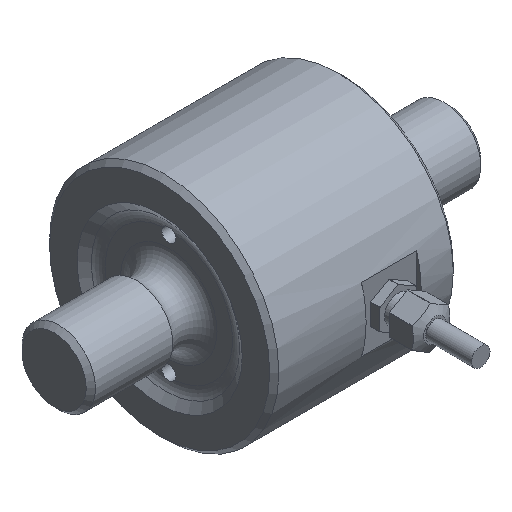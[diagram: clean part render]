
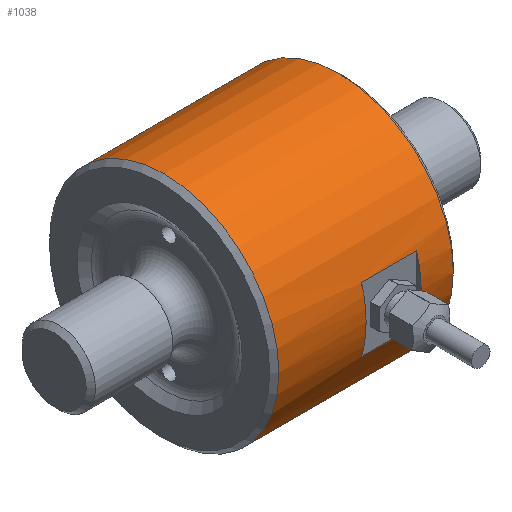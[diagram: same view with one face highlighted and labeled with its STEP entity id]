
A CAD part, isometric view. The second image highlights one B-rep face of the part: STEP entity #1038.
In plain terms, the highlighted cylindrical face has radius 25 mm (diameter 50 mm), a full revolution.
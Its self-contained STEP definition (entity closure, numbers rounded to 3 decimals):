
#86=CYLINDRICAL_SURFACE('',#1199,25.);
#109=FACE_OUTER_BOUND('',#174,.T.);
#174=EDGE_LOOP('',(#723,#724,#725,#726,#727,#728,#729,#730,#731,#732,#733,
#734,#735));
#249=LINE('',#1720,#317);
#250=LINE('',#1724,#318);
#251=LINE('',#1728,#319);
#252=LINE('',#1733,#320);
#317=VECTOR('',#1357,25.);
#318=VECTOR('',#1360,10.);
#319=VECTOR('',#1363,25.);
#320=VECTOR('',#1368,10.);
#385=CIRCLE('',#1197,25.);
#386=CIRCLE('',#1198,25.);
#387=CIRCLE('',#1200,25.);
#388=CIRCLE('',#1201,25.);
#389=CIRCLE('',#1202,25.);
#390=CIRCLE('',#1203,25.);
#391=CIRCLE('',#1204,25.);
#462=VERTEX_POINT('',#1713);
#463=VERTEX_POINT('',#1715);
#464=VERTEX_POINT('',#1719);
#465=VERTEX_POINT('',#1721);
#466=VERTEX_POINT('',#1723);
#467=VERTEX_POINT('',#1725);
#468=VERTEX_POINT('',#1727);
#469=VERTEX_POINT('',#1730);
#470=VERTEX_POINT('',#1732);
#566=EDGE_CURVE('',#462,#463,#385,.T.);
#567=EDGE_CURVE('',#463,#462,#386,.T.);
#568=EDGE_CURVE('',#463,#464,#249,.T.);
#569=EDGE_CURVE('',#464,#465,#387,.T.);
#570=EDGE_CURVE('',#465,#466,#250,.T.);
#571=EDGE_CURVE('',#467,#466,#388,.T.);
#572=EDGE_CURVE('',#467,#468,#251,.T.);
#573=EDGE_CURVE('',#468,#468,#389,.T.);
#574=EDGE_CURVE('',#469,#467,#390,.T.);
#575=EDGE_CURVE('',#469,#470,#252,.T.);
#576=EDGE_CURVE('',#470,#464,#391,.T.);
#723=ORIENTED_EDGE('',*,*,#566,.F.);
#724=ORIENTED_EDGE('',*,*,#567,.F.);
#725=ORIENTED_EDGE('',*,*,#568,.T.);
#726=ORIENTED_EDGE('',*,*,#569,.T.);
#727=ORIENTED_EDGE('',*,*,#570,.T.);
#728=ORIENTED_EDGE('',*,*,#571,.F.);
#729=ORIENTED_EDGE('',*,*,#572,.T.);
#730=ORIENTED_EDGE('',*,*,#573,.F.);
#731=ORIENTED_EDGE('',*,*,#572,.F.);
#732=ORIENTED_EDGE('',*,*,#574,.F.);
#733=ORIENTED_EDGE('',*,*,#575,.T.);
#734=ORIENTED_EDGE('',*,*,#576,.T.);
#735=ORIENTED_EDGE('',*,*,#568,.F.);
#1038=ADVANCED_FACE('',(#109),#86,.T.);
#1197=AXIS2_PLACEMENT_3D('',#1716,#1351,#1352);
#1198=AXIS2_PLACEMENT_3D('',#1717,#1353,#1354);
#1199=AXIS2_PLACEMENT_3D('',#1718,#1355,#1356);
#1200=AXIS2_PLACEMENT_3D('',#1722,#1358,#1359);
#1201=AXIS2_PLACEMENT_3D('',#1726,#1361,#1362);
#1202=AXIS2_PLACEMENT_3D('',#1729,#1364,#1365);
#1203=AXIS2_PLACEMENT_3D('',#1731,#1366,#1367);
#1204=AXIS2_PLACEMENT_3D('',#1734,#1369,#1370);
#1351=DIRECTION('center_axis',(-1.,0.,0.));
#1352=DIRECTION('ref_axis',(0.,-1.,0.));
#1353=DIRECTION('center_axis',(-1.,0.,0.));
#1354=DIRECTION('ref_axis',(0.,-1.,0.));
#1355=DIRECTION('center_axis',(-1.,0.,0.));
#1356=DIRECTION('ref_axis',(0.,1.,0.));
#1357=DIRECTION('',(1.,0.,0.));
#1358=DIRECTION('center_axis',(-1.,0.,0.));
#1359=DIRECTION('ref_axis',(0.,1.,0.));
#1360=DIRECTION('',(1.,0.,0.));
#1361=DIRECTION('center_axis',(-1.,0.,0.));
#1362=DIRECTION('ref_axis',(0.,0.,-1.));
#1363=DIRECTION('',(1.,0.,0.));
#1364=DIRECTION('center_axis',(1.,0.,0.));
#1365=DIRECTION('ref_axis',(0.,1.,0.));
#1366=DIRECTION('center_axis',(-1.,0.,0.));
#1367=DIRECTION('ref_axis',(0.,0.,-1.));
#1368=DIRECTION('',(-1.,0.,0.));
#1369=DIRECTION('center_axis',(-1.,0.,0.));
#1370=DIRECTION('ref_axis',(0.,1.,0.));
#1713=CARTESIAN_POINT('',(-19.,25.,0.));
#1715=CARTESIAN_POINT('',(-19.,-25.,0.));
#1716=CARTESIAN_POINT('Origin',(-19.,0.,0.));
#1717=CARTESIAN_POINT('Origin',(-19.,0.,0.));
#1718=CARTESIAN_POINT('Origin',(10.,0.,0.));
#1719=CARTESIAN_POINT('',(0.,-25.,0.));
#1720=CARTESIAN_POINT('',(10.,-25.,0.));
#1721=CARTESIAN_POINT('',(0.,-24.,7.));
#1722=CARTESIAN_POINT('Origin',(0.,0.,
0.));
#1723=CARTESIAN_POINT('',(12.,-24.,7.));
#1724=CARTESIAN_POINT('',(10.,-24.,7.));
#1725=CARTESIAN_POINT('',(12.,-25.,0.));
#1726=CARTESIAN_POINT('Origin',(12.,0.,0.));
#1727=CARTESIAN_POINT('',(19.,-25.,0.));
#1728=CARTESIAN_POINT('',(10.,-25.,0.));
#1729=CARTESIAN_POINT('Origin',(19.,0.,0.));
#1730=CARTESIAN_POINT('',(12.,-24.,-7.));
#1731=CARTESIAN_POINT('Origin',(12.,0.,0.));
#1732=CARTESIAN_POINT('',(0.,-24.,-7.));
#1733=CARTESIAN_POINT('',(10.,-24.,-7.));
#1734=CARTESIAN_POINT('Origin',(0.,0.,
0.));
